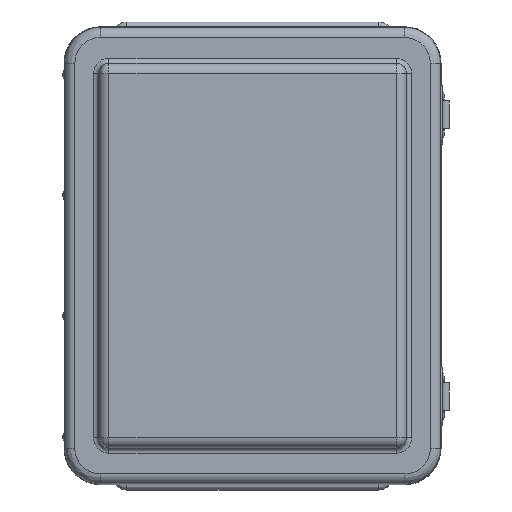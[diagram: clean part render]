
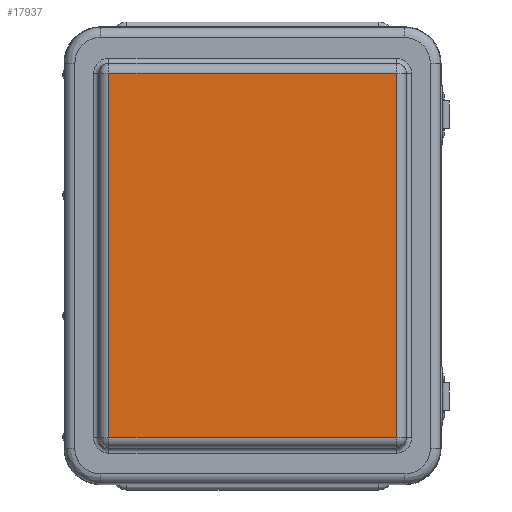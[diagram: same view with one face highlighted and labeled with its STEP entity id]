
A CAD part, top view. The second image highlights one B-rep face of the part: STEP entity #17937.
In plain terms, the highlighted planar face has unit normal (0, 0, 1).
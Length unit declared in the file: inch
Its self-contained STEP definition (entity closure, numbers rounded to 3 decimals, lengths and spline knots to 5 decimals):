
#458 = EDGE_CURVE ( 'NONE', #15858, #2155, #24941, .T. ) ;
#719 = LINE ( 'NONE', #55865, #66327 ) ;
#864 = CARTESIAN_POINT ( 'NONE',  ( -3.568, -4.5215, 2.57859 ) ) ;
#2155 = VERTEX_POINT ( 'NONE', #43411 ) ;
#4516 = CARTESIAN_POINT ( 'NONE',  ( 3.566, -4.52251, 2.57859 ) ) ;
#4747 = LINE ( 'NONE', #58792, #37973 ) ;
#5594 = VERTEX_POINT ( 'NONE', #12071 ) ;
#6088 = CARTESIAN_POINT ( 'NONE',  ( -3.56797, -4.52214, 2.57859 ) ) ;
#6774 = AXIS2_PLACEMENT_3D ( 'NONE', #60159, #9851, #14554 ) ;
#7127 = DIRECTION ( 'NONE',  ( 0., -1., 0. ) ) ;
#7202 = ORIENTED_EDGE ( 'NONE', *, *, #35284, .F. ) ;
#7232 = LINE ( 'NONE', #30288, #38815 ) ;
#8186 = EDGE_CURVE ( 'NONE', #15858, #38486, #25403, .T. ) ;
#9851 = DIRECTION ( 'NONE',  ( 0., 0., 1. ) ) ;
#9964 = CARTESIAN_POINT ( 'NONE',  ( 3.56664, 4.52247, 2.57859 ) ) ;
#10472 = CARTESIAN_POINT ( 'NONE',  ( 1.78275, -4.52251, 2.57859 ) ) ;
#11228 = VECTOR ( 'NONE', #63890, 39.37008 ) ;
#11348 = CARTESIAN_POINT ( 'NONE',  ( -3.567, -4.52251, 2.57859 ) ) ;
#11482 = ORIENTED_EDGE ( 'NONE', *, *, #458, .F. ) ;
#12071 = CARTESIAN_POINT ( 'NONE',  ( -3.568, 4.5215, 2.57859 ) ) ;
#13349 = VERTEX_POINT ( 'NONE', #51537 ) ;
#14342 = B_SPLINE_CURVE_WITH_KNOTS ( 'NONE', 3,
 ( #39104, #17611, #59089, #23719 ),
 .UNSPECIFIED., .F., .F.,
 ( 4, 4 ),
 ( 0., 1. ),
 .UNSPECIFIED. ) ;
#14554 = DIRECTION ( 'NONE',  ( 1., 0., 0. ) ) ;
#14878 = CARTESIAN_POINT ( 'NONE',  ( 3.56698, 4.52214, 2.57859 ) ) ;
#15858 = VERTEX_POINT ( 'NONE', #4516 ) ;
#16755 = B_SPLINE_CURVE_WITH_KNOTS ( 'NONE', 3,
 ( #40517, #14878, #9964, #36199 ),
 .UNSPECIFIED., .F., .F.,
 ( 4, 4 ),
 ( 0., 1. ),
 .UNSPECIFIED. ) ;
#17611 = CARTESIAN_POINT ( 'NONE',  ( -3.56763, 4.52247, 2.57859 ) ) ;
#17937 = ADVANCED_FACE ( 'NONE', ( #50868 ), #44269, .T. ) ;
#18881 = CARTESIAN_POINT ( 'NONE',  ( 3.56701, 4.5215, 2.57859 ) ) ;
#18952 = ORIENTED_EDGE ( 'NONE', *, *, #8186, .T. ) ;
#21905 = CARTESIAN_POINT ( 'NONE',  ( 3.566, 4.52251, 2.57859 ) ) ;
#21937 = VERTEX_POINT ( 'NONE', #36259 ) ;
#23719 = CARTESIAN_POINT ( 'NONE',  ( -3.568, 4.5215, 2.57859 ) ) ;
#24941 = LINE ( 'NONE', #10472, #11228 ) ;
#25403 = B_SPLINE_CURVE_WITH_KNOTS ( 'NONE', 3,
 ( #27375, #42776, #63615, #31905 ),
 .UNSPECIFIED., .F., .F.,
 ( 4, 4 ),
 ( 0., 1. ),
 .UNSPECIFIED. ) ;
#26026 = EDGE_CURVE ( 'NONE', #34365, #67202, #16755, .T. ) ;
#26536 = ORIENTED_EDGE ( 'NONE', *, *, #26026, .T. ) ;
#27375 = CARTESIAN_POINT ( 'NONE',  ( 3.566, -4.52251, 2.57859 ) ) ;
#30288 = CARTESIAN_POINT ( 'NONE',  ( -3.568, -2.26075, 2.57859 ) ) ;
#30890 = B_SPLINE_CURVE_WITH_KNOTS ( 'NONE', 3,
 ( #864, #6088, #63222, #11348 ),
 .UNSPECIFIED., .F., .F.,
 ( 4, 4 ),
 ( 0., 1. ),
 .UNSPECIFIED. ) ;
#31905 = CARTESIAN_POINT ( 'NONE',  ( 3.56701, -4.5215, 2.57859 ) ) ;
#34365 = VERTEX_POINT ( 'NONE', #18881 ) ;
#34833 = DIRECTION ( 'NONE',  ( 0., 1., 0. ) ) ;
#35284 = EDGE_CURVE ( 'NONE', #34365, #38486, #4747, .T. ) ;
#36199 = CARTESIAN_POINT ( 'NONE',  ( 3.566, 4.52251, 2.57859 ) ) ;
#36259 = CARTESIAN_POINT ( 'NONE',  ( -3.567, 4.52251, 2.57859 ) ) ;
#37973 = VECTOR ( 'NONE', #7127, 39.37008 ) ;
#38486 = VERTEX_POINT ( 'NONE', #43736 ) ;
#38815 = VECTOR ( 'NONE', #34833, 39.37008 ) ;
#39104 = CARTESIAN_POINT ( 'NONE',  ( -3.567, 4.52251, 2.57859 ) ) ;
#40517 = CARTESIAN_POINT ( 'NONE',  ( 3.56701, 4.5215, 2.57859 ) ) ;
#41641 = ORIENTED_EDGE ( 'NONE', *, *, #64292, .F. ) ;
#42776 = CARTESIAN_POINT ( 'NONE',  ( 3.56664, -4.52247, 2.57859 ) ) ;
#42951 = ORIENTED_EDGE ( 'NONE', *, *, #58244, .F. ) ;
#43411 = CARTESIAN_POINT ( 'NONE',  ( -3.567, -4.52251, 2.57859 ) ) ;
#43736 = CARTESIAN_POINT ( 'NONE',  ( 3.56701, -4.5215, 2.57859 ) ) ;
#44269 = PLANE ( 'NONE',  #6774 ) ;
#44864 = ORIENTED_EDGE ( 'NONE', *, *, #57761, .T. ) ;
#50868 = FACE_OUTER_BOUND ( 'NONE', #62508, .T. ) ;
#51537 = CARTESIAN_POINT ( 'NONE',  ( -3.568, -4.5215, 2.57859 ) ) ;
#55865 = CARTESIAN_POINT ( 'NONE',  ( -1.78375, 4.52251, 2.57859 ) ) ;
#57038 = EDGE_CURVE ( 'NONE', #21937, #5594, #14342, .T. ) ;
#57761 = EDGE_CURVE ( 'NONE', #13349, #2155, #30890, .T. ) ;
#58244 = EDGE_CURVE ( 'NONE', #13349, #5594, #7232, .T. ) ;
#58792 = CARTESIAN_POINT ( 'NONE',  ( 3.56701, 2.26075, 2.57859 ) ) ;
#59089 = CARTESIAN_POINT ( 'NONE',  ( -3.56797, 4.52214, 2.57859 ) ) ;
#60159 = CARTESIAN_POINT ( 'NONE',  ( -0.0005, 0., 2.57859 ) ) ;
#61057 = DIRECTION ( 'NONE',  ( 1., 0., 0. ) ) ;
#61735 = ORIENTED_EDGE ( 'NONE', *, *, #57038, .T. ) ;
#62508 = EDGE_LOOP ( 'NONE', ( #44864, #11482, #18952, #7202, #26536, #41641, #61735, #42951 ) ) ;
#63222 = CARTESIAN_POINT ( 'NONE',  ( -3.56763, -4.52247, 2.57859 ) ) ;
#63615 = CARTESIAN_POINT ( 'NONE',  ( 3.56698, -4.52214, 2.57859 ) ) ;
#63890 = DIRECTION ( 'NONE',  ( -1., 0., 0. ) ) ;
#64292 = EDGE_CURVE ( 'NONE', #21937, #67202, #719, .T. ) ;
#66327 = VECTOR ( 'NONE', #61057, 39.37008 ) ;
#67202 = VERTEX_POINT ( 'NONE', #21905 ) ;
